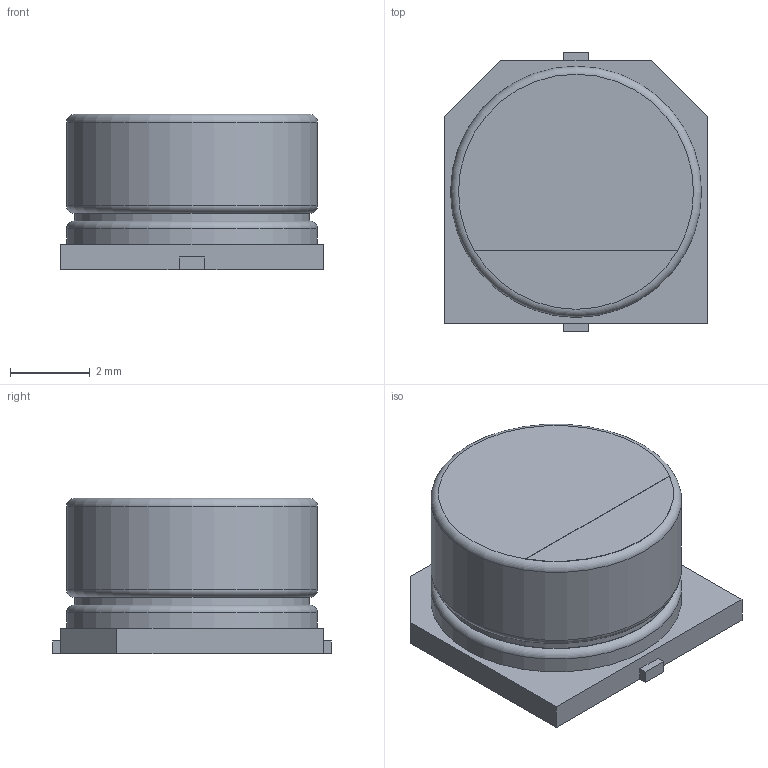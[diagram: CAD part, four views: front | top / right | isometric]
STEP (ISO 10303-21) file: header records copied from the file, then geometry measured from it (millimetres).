
FILE_DESCRIPTION(('FreeCAD Model'),'2;1');
FILE_NAME('capsmd6_3x3.step', '2014-12-28T08:56:22',('FreeCAD'),('FreeCAD'), 'Open CASCADE STEP processor 6.7','FreeCAD','Unknown');
FILE_SCHEMA(('AUTOMOTIVE_DESIGN_CC2 { 1 2 10303 214 -1 1 5 4 }'));
Length unit declared in the file: millimetre
Products named in the file (1): capsmd6_3x3
Bounding box: 6.6 x 7 x 3.9 mm (x, y, z)
Volume: 127 mm3; surface area: 242.4 mm2
Topology: 4 solids, 4 shells, 41 faces, 88 edges, 57 vertices
Faces by surface type: plane 34, cylinder 4, torus 3
Full cylindrical faces by diameter (mm): 5.9 x1, 6.3 x2
Entity records: 2520 total; most frequent: CARTESIAN_POINT 387, DIRECTION 344, LINE 223, VECTOR 223, ORIENTED_EDGE 176, PCURVE 176, DEFINITIONAL_REPRESENTATION 176, EDGE_CURVE 88
